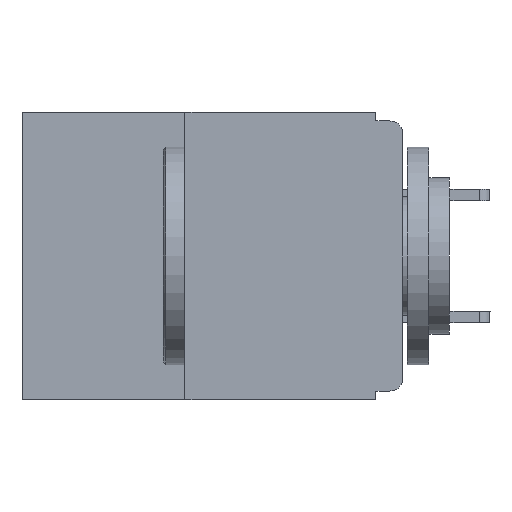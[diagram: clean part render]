
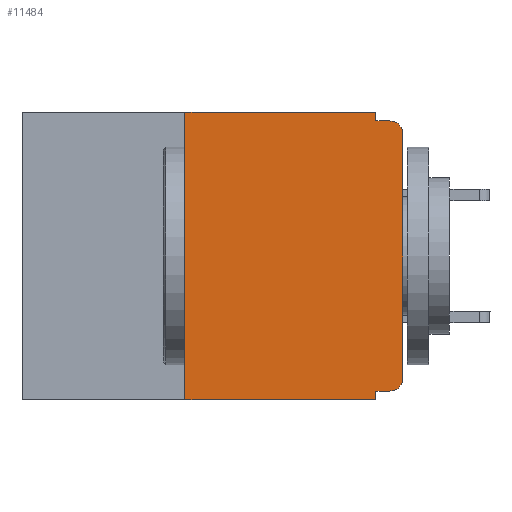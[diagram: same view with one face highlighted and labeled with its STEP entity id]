
A CAD part, left-side view. The second image highlights one B-rep face of the part: STEP entity #11484.
In plain terms, the highlighted planar face has unit normal (-1, 0, 0).
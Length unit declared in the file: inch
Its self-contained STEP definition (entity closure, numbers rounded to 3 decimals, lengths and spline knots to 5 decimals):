
#100 = CARTESIAN_POINT ( 'NONE',  ( 0., 0., -0.305 ) ) ;
#382 = EDGE_CURVE ( 'NONE', #4670, #7219, #6850, .T. ) ;
#591 = ORIENTED_EDGE ( 'NONE', *, *, #7051, .F. ) ;
#760 = ORIENTED_EDGE ( 'NONE', *, *, #8592, .T. ) ;
#1153 = DIRECTION ( 'NONE',  ( 0., 0., 1. ) ) ;
#1199 = VECTOR ( 'NONE', #4599, 39.37008 ) ;
#1343 = CARTESIAN_POINT ( 'NONE',  ( 0., 0.031, 0. ) ) ;
#1544 = VERTEX_POINT ( 'NONE', #7761 ) ;
#1607 = DIRECTION ( 'NONE',  ( 0., -1., 0. ) ) ;
#1717 = EDGE_CURVE ( 'NONE', #9443, #3147, #2810, .T. ) ;
#1922 = PLANE ( 'NONE',  #6466 ) ;
#1965 = CARTESIAN_POINT ( 'NONE',  ( 0., 0.437, 0. ) ) ;
#1991 = VERTEX_POINT ( 'NONE', #5324 ) ;
#2047 = CARTESIAN_POINT ( 'NONE',  ( 0., 0., 0. ) ) ;
#2227 = DIRECTION ( 'NONE',  ( 0., -1., 0. ) ) ;
#2400 = CARTESIAN_POINT ( 'NONE',  ( 0., 0.031, -0.32 ) ) ;
#2514 = FACE_OUTER_BOUND ( 'NONE', #8604, .T. ) ;
#2588 = CARTESIAN_POINT ( 'NONE',  ( 0., 0.25, 0. ) ) ;
#2702 = VERTEX_POINT ( 'NONE', #2588 ) ;
#2810 = LINE ( 'NONE', #1343, #6854 ) ;
#2820 = DIRECTION ( 'NONE',  ( 0., 0., -1. ) ) ;
#2975 = VECTOR ( 'NONE', #2227, 39.37008 ) ;
#3147 = VERTEX_POINT ( 'NONE', #12032 ) ;
#3393 = ORIENTED_EDGE ( 'NONE', *, *, #8217, .F. ) ;
#3564 = VECTOR ( 'NONE', #1153, 39.37008 ) ;
#3739 = CARTESIAN_POINT ( 'NONE',  ( 0., 0.031, -0.33 ) ) ;
#3753 = CARTESIAN_POINT ( 'NONE',  ( 0., 0.25, -0.33 ) ) ;
#3921 = EDGE_CURVE ( 'NONE', #6471, #1544, #11435, .T. ) ;
#3982 = DIRECTION ( 'NONE',  ( 0., 0., -1. ) ) ;
#4181 = VERTEX_POINT ( 'NONE', #100 ) ;
#4415 = VERTEX_POINT ( 'NONE', #9520 ) ;
#4421 = ORIENTED_EDGE ( 'NONE', *, *, #1717, .F. ) ;
#4599 = DIRECTION ( 'NONE',  ( 0., 0., -1. ) ) ;
#4670 = VERTEX_POINT ( 'NONE', #7813 ) ;
#4829 = LINE ( 'NONE', #9609, #2975 ) ;
#4981 = LINE ( 'NONE', #3753, #9203 ) ;
#5324 = CARTESIAN_POINT ( 'NONE',  ( 0., 0., -0.025 ) ) ;
#5461 = CARTESIAN_POINT ( 'NONE',  ( 0., 0.015, -0.025 ) ) ;
#5578 = DIRECTION ( 'NONE',  ( -1., 0., 0. ) ) ;
#6073 = EDGE_CURVE ( 'NONE', #4181, #1991, #7615, .T. ) ;
#6396 = DIRECTION ( 'NONE',  ( 0., 0., -1. ) ) ;
#6466 = AXIS2_PLACEMENT_3D ( 'NONE', #1965, #10220, #2820 ) ;
#6471 = VERTEX_POINT ( 'NONE', #7968 ) ;
#6499 = VECTOR ( 'NONE', #1607, 39.37008 ) ;
#6699 = VECTOR ( 'NONE', #9746, 39.37008 ) ;
#6850 = LINE ( 'NONE', #6920, #6699 ) ;
#6854 = VECTOR ( 'NONE', #6876, 39.37008 ) ;
#6868 = CIRCLE ( 'NONE', #11195, 0.015 ) ;
#6876 = DIRECTION ( 'NONE',  ( 0., 0., -1. ) ) ;
#6920 = CARTESIAN_POINT ( 'NONE',  ( 0., 0., -0.32 ) ) ;
#7051 = EDGE_CURVE ( 'NONE', #7219, #1544, #11369, .T. ) ;
#7158 = CARTESIAN_POINT ( 'NONE',  ( 0., 0.437, -0.33 ) ) ;
#7219 = VERTEX_POINT ( 'NONE', #2400 ) ;
#7254 = EDGE_CURVE ( 'NONE', #3147, #4415, #4829, .T. ) ;
#7337 = LINE ( 'NONE', #7900, #7468 ) ;
#7468 = VECTOR ( 'NONE', #8216, 39.37008 ) ;
#7615 = LINE ( 'NONE', #2047, #3564 ) ;
#7661 = CARTESIAN_POINT ( 'NONE',  ( 0., 0.015, -0.305 ) ) ;
#7761 = CARTESIAN_POINT ( 'NONE',  ( 0., 0.031, -0.33 ) ) ;
#7813 = CARTESIAN_POINT ( 'NONE',  ( 0., 0.015, -0.32 ) ) ;
#7900 = CARTESIAN_POINT ( 'NONE',  ( 0., 0.437, 0. ) ) ;
#7968 = CARTESIAN_POINT ( 'NONE',  ( 0., 0.25, -0.33 ) ) ;
#8176 = ORIENTED_EDGE ( 'NONE', *, *, #8603, .F. ) ;
#8216 = DIRECTION ( 'NONE',  ( 0., -1., 0. ) ) ;
#8217 = EDGE_CURVE ( 'NONE', #2702, #9443, #7337, .T. ) ;
#8592 = EDGE_CURVE ( 'NONE', #1991, #4415, #10681, .T. ) ;
#8603 = EDGE_CURVE ( 'NONE', #6471, #2702, #4981, .T. ) ;
#8604 = EDGE_LOOP ( 'NONE', ( #11430, #760, #10222, #4421, #3393, #8176, #10806, #591, #11405, #9518 ) ) ;
#9203 = VECTOR ( 'NONE', #11067, 39.37008 ) ;
#9443 = VERTEX_POINT ( 'NONE', #11126 ) ;
#9518 = ORIENTED_EDGE ( 'NONE', *, *, #9542, .T. ) ;
#9520 = CARTESIAN_POINT ( 'NONE',  ( 0., 0.015, -0.01 ) ) ;
#9531 = DIRECTION ( 'NONE',  ( -1., 0., 0. ) ) ;
#9542 = EDGE_CURVE ( 'NONE', #4670, #4181, #6868, .T. ) ;
#9609 = CARTESIAN_POINT ( 'NONE',  ( 0., 0., -0.01 ) ) ;
#9746 = DIRECTION ( 'NONE',  ( 0., 1., 0. ) ) ;
#10220 = DIRECTION ( 'NONE',  ( 1., 0., 0. ) ) ;
#10222 = ORIENTED_EDGE ( 'NONE', *, *, #7254, .F. ) ;
#10263 = AXIS2_PLACEMENT_3D ( 'NONE', #5461, #5578, #6396 ) ;
#10681 = CIRCLE ( 'NONE', #10263, 0.015 ) ;
#10806 = ORIENTED_EDGE ( 'NONE', *, *, #3921, .T. ) ;
#11067 = DIRECTION ( 'NONE',  ( 0., 0., 1. ) ) ;
#11126 = CARTESIAN_POINT ( 'NONE',  ( 0., 0.031, 0. ) ) ;
#11195 = AXIS2_PLACEMENT_3D ( 'NONE', #7661, #9531, #3982 ) ;
#11369 = LINE ( 'NONE', #3739, #1199 ) ;
#11405 = ORIENTED_EDGE ( 'NONE', *, *, #382, .F. ) ;
#11430 = ORIENTED_EDGE ( 'NONE', *, *, #6073, .T. ) ;
#11435 = LINE ( 'NONE', #7158, #6499 ) ;
#11484 = ADVANCED_FACE ( 'NONE', ( #2514 ), #1922, .F. ) ;
#12032 = CARTESIAN_POINT ( 'NONE',  ( 0., 0.031, -0.01 ) ) ;
